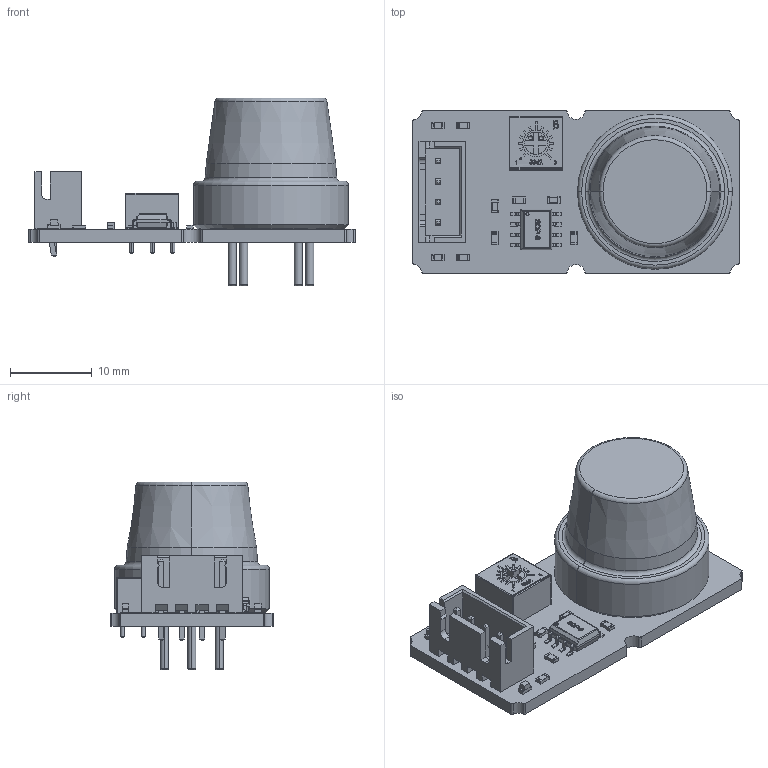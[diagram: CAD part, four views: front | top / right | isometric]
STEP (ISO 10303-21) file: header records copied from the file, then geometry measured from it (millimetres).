
FILE_DESCRIPTION(('KiCad electronic assembly'),'2;1');
FILE_NAME('MQ4_GAS_MKPV2.step','2024-07-18T17:07:17',('Pcbnew'),('Kicad' ),'Open CASCADE STEP processor 7.8','KiCad to STEP converter', 'Unknown');
FILE_SCHEMA(('AUTOMOTIVE_DESIGN { 1 0 10303 214 1 1 1 1 }'));
Length unit declared in the file: millimetre
Products named in the file (16): MQ4_GAS_MKPV2 1; R_0603_1608Metric; JST_XH_B4B-XH-A_1x04_P2.50mm_Vertical; JST_B4B_XH_A; MQ-4_V2; 27ABC73E-D708-4156-9F19-869F4BC3F648; SOP-8 6.20mm X 5mm 1.27mm; SOP-8; LED_0603_1608Metric; C_0603_1608Metric; Potentiometer_2.5x2.5mm; 64F4BC2A-5E60-4B0A-B99E-DC4A3C3089B1; _autosave-MQ4_GAS_MKPV2_PCB
Assembly tree (21 placements, depth 3):
  MQ4_GAS_MKPV2 1
    R_0603_1608Metric  x5
      R_0603_1608Metric
    JST_XH_B4B-XH-A_1x04_P2.50mm_Vertical
      JST_B4B_XH_A
    MQ-4_V2
      27ABC73E-D708-4156-9F19-869F4BC3F648
    SOP-8 6.20mm X 5mm 1.27mm
      SOP-8
    LED_0603_1608Metric  x2
      LED_0603_1608Metric
    C_0603_1608Metric  x2
      C_0603_1608Metric
    Potentiometer_2.5x2.5mm
      64F4BC2A-5E60-4B0A-B99E-DC4A3C3089B1
    _autosave-MQ4_GAS_MKPV2_PCB
Bounding box: 40 x 20 x 23.06 mm (x, y, z)
Volume: 5221.8 mm3; surface area: 4276.5 mm2
Topology: 23 solids, 23 shells, 1106 faces, 2888 edges, 1874 vertices
Faces by surface type: plane 650, cylinder 221, bspline 193, torus 20, cone 12, sphere 10
Full cylindrical faces by diameter (mm): 0.95 x4, 1 x3, 1.2 x6
Entity records: 41412 total; most frequent: CARTESIAN_POINT 14895, ORIENTED_EDGE 4798, DIRECTION 3832, EDGE_CURVE 2399, VERTEX_POINT 1564, LINE 1554, VECTOR 1554, AXIS2_PLACEMENT_3D 1139
